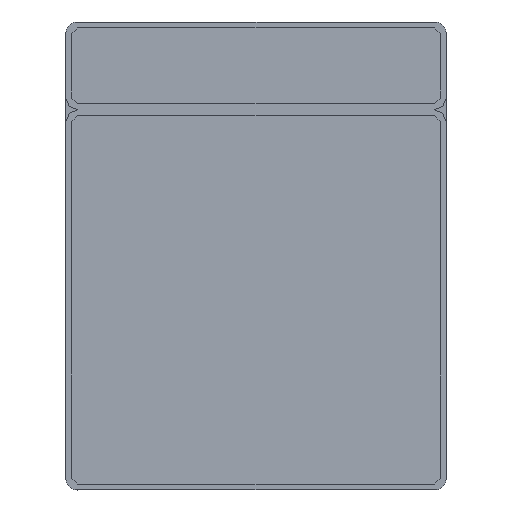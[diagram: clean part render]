
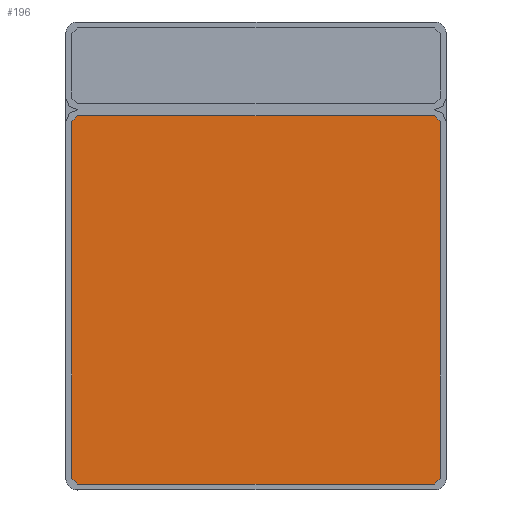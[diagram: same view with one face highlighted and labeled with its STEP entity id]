
A CAD part, top view. The second image highlights one B-rep face of the part: STEP entity #196.
In plain terms, the highlighted planar face has unit normal (0, 0, 1).
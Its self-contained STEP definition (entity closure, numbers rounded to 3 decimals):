
#125=CARTESIAN_POINT('',(32.5,0.,6.5));
#126=DIRECTION('',(0.0,0.0,1.0));
#127=DIRECTION('',(1.0,0.0,0.0));
#128=AXIS2_PLACEMENT_3D('',#125,#126,#127);
#129=PLANE('',#128);
#130=CARTESIAN_POINT('',(1.,-38.,6.5));
#131=VERTEX_POINT('',#130);
#132=CARTESIAN_POINT('',(1.,23.,6.5));
#133=VERTEX_POINT('',#132);
#134=CARTESIAN_POINT('',(1.,-38.,6.5));
#135=DIRECTION('',(0.0,1.0,0.0));
#136=VECTOR('',#135,61.);
#137=LINE('',#134,#136);
#138=EDGE_CURVE('',#131,#133,#137,.T.);
#139=ORIENTED_EDGE('',*,*,#138,.F.);
#140=CARTESIAN_POINT('',(2.,-39.,6.5));
#141=VERTEX_POINT('',#140);
#142=CARTESIAN_POINT('',(2.,-39.,6.5));
#143=DIRECTION('',(-0.707,0.707,0.0));
#144=VECTOR('',#143,1.414);
#145=LINE('',#142,#144);
#146=EDGE_CURVE('',#141,#131,#145,.T.);
#147=ORIENTED_EDGE('',*,*,#146,.F.);
#148=CARTESIAN_POINT('',(63.,-38.999,6.5));
#149=VERTEX_POINT('',#148);
#150=CARTESIAN_POINT('',(63.,-38.999,6.5));
#151=DIRECTION('',(-1.,0.,0.0));
#152=VECTOR('',#151,61.);
#153=LINE('',#150,#152);
#154=EDGE_CURVE('',#149,#141,#153,.T.);
#155=ORIENTED_EDGE('',*,*,#154,.F.);
#156=CARTESIAN_POINT('',(64.,-38.,6.5));
#157=VERTEX_POINT('',#156);
#158=CARTESIAN_POINT('',(64.,-38.,6.5));
#159=DIRECTION('',(-0.707,-0.707,0.0));
#160=VECTOR('',#159,1.413);
#161=LINE('',#158,#160);
#162=EDGE_CURVE('',#157,#149,#161,.T.);
#163=ORIENTED_EDGE('',*,*,#162,.F.);
#164=CARTESIAN_POINT('',(64.,23.,6.5));
#165=VERTEX_POINT('',#164);
#166=CARTESIAN_POINT('',(64.,23.,6.5));
#167=DIRECTION('',(0.0,-1.0,0.0));
#168=VECTOR('',#167,61.);
#169=LINE('',#166,#168);
#170=EDGE_CURVE('',#165,#157,#169,.T.);
#171=ORIENTED_EDGE('',*,*,#170,.F.);
#172=CARTESIAN_POINT('',(63.,24.001,6.5));
#173=VERTEX_POINT('',#172);
#174=CARTESIAN_POINT('',(63.,24.001,6.5));
#175=DIRECTION('',(0.707,-0.707,0.0));
#176=VECTOR('',#175,1.414);
#177=LINE('',#174,#176);
#178=EDGE_CURVE('',#173,#165,#177,.T.);
#179=ORIENTED_EDGE('',*,*,#178,.F.);
#180=CARTESIAN_POINT('',(2.,24.,6.5));
#181=VERTEX_POINT('',#180);
#182=CARTESIAN_POINT('',(2.,24.,6.5));
#183=DIRECTION('',(1.,0.,0.0));
#184=VECTOR('',#183,61.);
#185=LINE('',#182,#184);
#186=EDGE_CURVE('',#181,#173,#185,.T.);
#187=ORIENTED_EDGE('',*,*,#186,.F.);
#188=CARTESIAN_POINT('',(1.,23.,6.5));
#189=DIRECTION('',(0.707,0.707,0.0));
#190=VECTOR('',#189,1.415);
#191=LINE('',#188,#190);
#192=EDGE_CURVE('',#133,#181,#191,.T.);
#193=ORIENTED_EDGE('',*,*,#192,.F.);
#194=EDGE_LOOP('',(#139,#147,#155,#163,#171,#179,#187,#193));
#195=FACE_OUTER_BOUND('',#194,.T.);
#196=ADVANCED_FACE('',(#195),#129,.T.);
